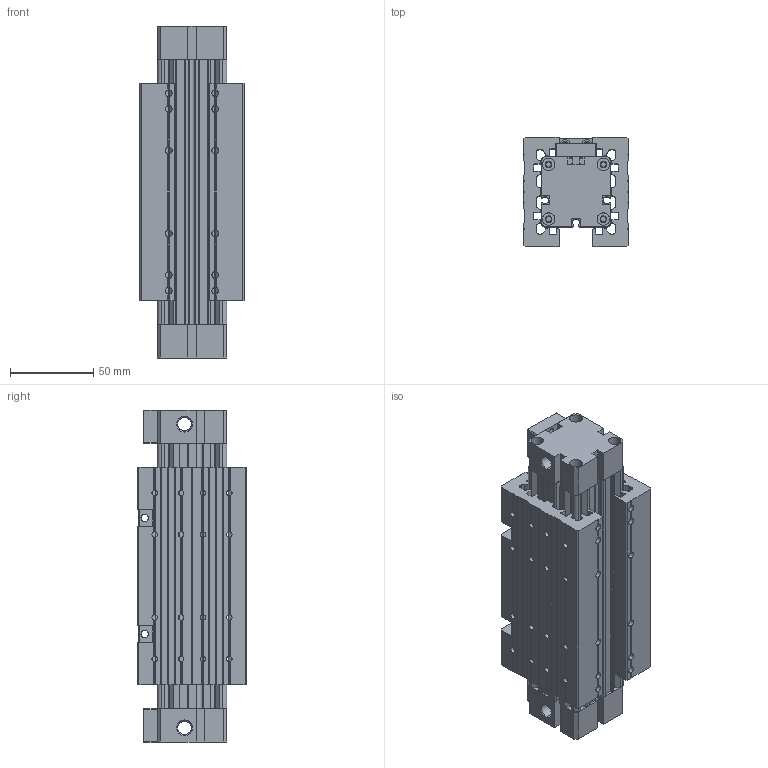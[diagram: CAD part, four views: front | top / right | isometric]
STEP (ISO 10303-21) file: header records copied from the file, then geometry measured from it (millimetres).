
FILE_DESCRIPTION (( 'STEP AP214' ), '1' );
FILE_NAME ('ZFF 25-0 RODLESS CYLINDER.STEP', '2010-08-06T15:36:07', ( '' ), ( '' ), 'SwSTEP 2.0', 'SolidWorks 2010', '' );
FILE_SCHEMA (( 'AUTOMOTIVE_DESIGN' ));
Length unit declared in the file: millimetre
Products named in the file (7): ZS  25  BORU; ZS  25  KAPAK; KIZAKLI PÝSTON; BANT KAPAÐI; 烰  SIYIRICI; ZF  25  YATAK; ZFF  25-0  RODLESS  CYLINDER
Assembly tree (10 placements, depth 2):
  ZFF  25-0  RODLESS  CYLINDER
    ZS  25  KAPAK  x2
    ZS  25  BORU
    BANT KAPAÐI  x2
    烰  SIYIRICI  x2
    KIZAKLI PÝSTON
    ZF  25  YATAK  x2
Bounding box: 63 x 66 x 200 mm (x, y, z)
Volume: 496515.2 mm3; surface area: 180628.3 mm2
Topology: 10 solids, 10 shells, 1245 faces, 3893 edges, 2566 vertices
Faces by surface type: plane 639, cylinder 554, cone 52
Entity records: 28677 total; most frequent: CARTESIAN_POINT 6299, ORIENTED_EDGE 4678, DIRECTION 4237, EDGE_CURVE 2339, VERTEX_POINT 1544, AXIS2_PLACEMENT_3D 1458, VECTOR 1321, LINE 1321
